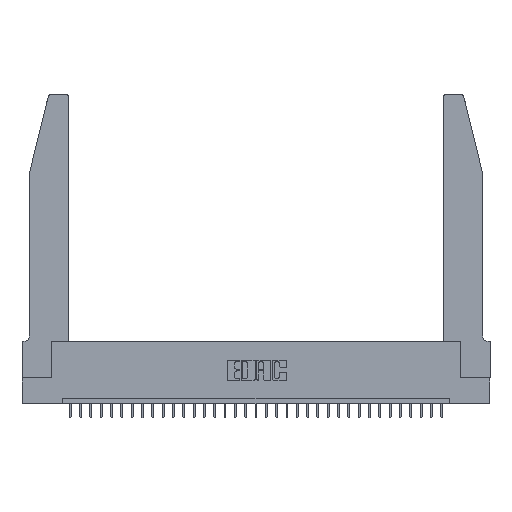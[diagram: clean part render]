
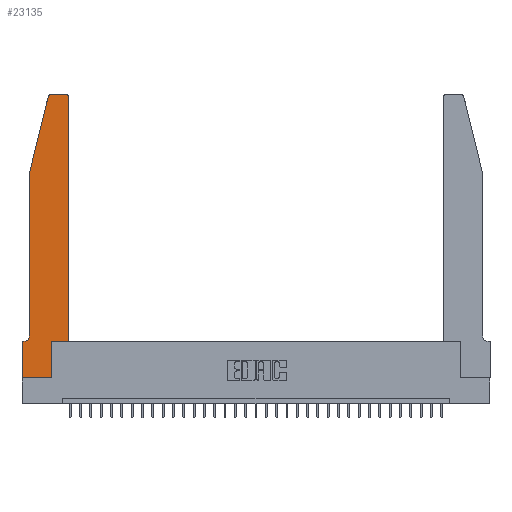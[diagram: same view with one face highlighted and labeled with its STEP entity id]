
A CAD part, top view. The second image highlights one B-rep face of the part: STEP entity #23135.
In plain terms, the highlighted planar face has unit normal (0, 0, 1).
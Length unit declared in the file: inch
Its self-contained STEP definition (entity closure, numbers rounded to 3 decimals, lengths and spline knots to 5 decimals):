
#269 = EDGE_CURVE ( 'NONE', #17667, #29482, #2608, .T. ) ;
#753 = VECTOR ( 'NONE', #27680, 39.37008 ) ;
#1225 = CARTESIAN_POINT ( 'NONE',  ( 0.0055, 0.42, 0.37 ) ) ;
#1289 = AXIS2_PLACEMENT_3D ( 'NONE', #5994, #23897, #24071 ) ;
#1528 = VECTOR ( 'NONE', #28319, 39.37008 ) ;
#1693 = VERTEX_POINT ( 'NONE', #21523 ) ;
#2275 = CARTESIAN_POINT ( 'NONE',  ( 0.0755, 2., 0.37 ) ) ;
#2302 = CARTESIAN_POINT ( 'NONE',  ( 0., 0.35, 0.37 ) ) ;
#2374 = CARTESIAN_POINT ( 'NONE',  ( 0.0755, 2., 0.37 ) ) ;
#2472 = PLANE ( 'NONE',  #3963 ) ;
#2608 = LINE ( 'NONE', #7658, #26088 ) ;
#2618 = VERTEX_POINT ( 'NONE', #30659 ) ;
#3018 = VERTEX_POINT ( 'NONE', #2275 ) ;
#3635 = VERTEX_POINT ( 'NONE', #14029 ) ;
#3763 = VECTOR ( 'NONE', #21090, 39.37008 ) ;
#3963 = AXIS2_PLACEMENT_3D ( 'NONE', #2302, #26093, #22732 ) ;
#4732 = ORIENTED_EDGE ( 'NONE', *, *, #16973, .T. ) ;
#5250 = VECTOR ( 'NONE', #6772, 39.37008 ) ;
#5994 = CARTESIAN_POINT ( 'NONE',  ( 0.4205, 2.72, 0.37 ) ) ;
#6263 = EDGE_CURVE ( 'NONE', #2618, #18007, #13891, .T. ) ;
#6431 = ORIENTED_EDGE ( 'NONE', *, *, #13094, .T. ) ;
#6555 = VERTEX_POINT ( 'NONE', #24832 ) ;
#6605 = CARTESIAN_POINT ( 'NONE',  ( 0.0755, 2., 0.37 ) ) ;
#6629 = EDGE_CURVE ( 'NONE', #3018, #2618, #12323, .T. ) ;
#6772 = DIRECTION ( 'NONE',  ( 0., -1., 0. ) ) ;
#7020 = EDGE_CURVE ( 'NONE', #29081, #3635, #25460, .T. ) ;
#7658 = CARTESIAN_POINT ( 'NONE',  ( 0.2605, 2.75, 0.37 ) ) ;
#7934 = ORIENTED_EDGE ( 'NONE', *, *, #26020, .T. ) ;
#8006 = CARTESIAN_POINT ( 'NONE',  ( 0.0755, 0.35, 0.37 ) ) ;
#8130 = DIRECTION ( 'NONE',  ( 0., 0., -1. ) ) ;
#8381 = VERTEX_POINT ( 'NONE', #19048 ) ;
#8409 = LINE ( 'NONE', #23782, #3763 ) ;
#8540 = ORIENTED_EDGE ( 'NONE', *, *, #7020, .T. ) ;
#8705 = CARTESIAN_POINT ( 'NONE',  ( 0.4205, 2.75, 0.37 ) ) ;
#9371 = EDGE_CURVE ( 'NONE', #29482, #29430, #32329, .T. ) ;
#10644 = AXIS2_PLACEMENT_3D ( 'NONE', #1225, #8130, #18448 ) ;
#10647 = EDGE_CURVE ( 'NONE', #1693, #8381, #8409, .T. ) ;
#11207 = CARTESIAN_POINT ( 'NONE',  ( 0.0055, 0.35, 0.37 ) ) ;
#11673 = ORIENTED_EDGE ( 'NONE', *, *, #9371, .T. ) ;
#11863 = DIRECTION ( 'NONE',  ( 1., 0., 0. ) ) ;
#12016 = DIRECTION ( 'NONE',  ( 0., 0., 1. ) ) ;
#12323 = LINE ( 'NONE', #6605, #5250 ) ;
#12602 = ORIENTED_EDGE ( 'NONE', *, *, #23357, .T. ) ;
#12641 = LINE ( 'NONE', #33228, #753 ) ;
#13094 = EDGE_CURVE ( 'NONE', #15193, #29081, #15552, .T. ) ;
#13200 = EDGE_LOOP ( 'NONE', ( #30600, #11673, #17600, #14540, #23356, #7934, #32505, #4732, #18205, #6431, #8540, #12602 ) ) ;
#13761 = LINE ( 'NONE', #8006, #23970 ) ;
#13891 = CIRCLE ( 'NONE', #10644, 0.07 ) ;
#14029 = CARTESIAN_POINT ( 'NONE',  ( 0.4505, 2.72, 0.37 ) ) ;
#14314 = VECTOR ( 'NONE', #33247, 39.37008 ) ;
#14379 = CARTESIAN_POINT ( 'NONE',  ( 0.284, 2.72, 0.37 ) ) ;
#14540 = ORIENTED_EDGE ( 'NONE', *, *, #6629, .T. ) ;
#14884 = CARTESIAN_POINT ( 'NONE',  ( 0.2865, 0.35, 0.37 ) ) ;
#15081 = DIRECTION ( 'NONE',  ( -1., 0., 0. ) ) ;
#15193 = VERTEX_POINT ( 'NONE', #14884 ) ;
#15552 = LINE ( 'NONE', #26033, #24927 ) ;
#16973 = EDGE_CURVE ( 'NONE', #8381, #6555, #24865, .T. ) ;
#17600 = ORIENTED_EDGE ( 'NONE', *, *, #27034, .T. ) ;
#17667 = VERTEX_POINT ( 'NONE', #8705 ) ;
#18007 = VERTEX_POINT ( 'NONE', #11207 ) ;
#18068 = LINE ( 'NONE', #2374, #14314 ) ;
#18205 = ORIENTED_EDGE ( 'NONE', *, *, #25607, .T. ) ;
#18448 = DIRECTION ( 'NONE',  ( -1., 0., 0. ) ) ;
#19048 = CARTESIAN_POINT ( 'NONE',  ( 0., 0., 0.37 ) ) ;
#21090 = DIRECTION ( 'NONE',  ( 0., -1., 0. ) ) ;
#21523 = CARTESIAN_POINT ( 'NONE',  ( 0., 0.35, 0.37 ) ) ;
#22732 = DIRECTION ( 'NONE',  ( 1., 0., 0. ) ) ;
#23135 = ADVANCED_FACE ( 'NONE', ( #25600 ), #2472, .T. ) ;
#23356 = ORIENTED_EDGE ( 'NONE', *, *, #6263, .T. ) ;
#23357 = EDGE_CURVE ( 'NONE', #3635, #17667, #23946, .T. ) ;
#23782 = CARTESIAN_POINT ( 'NONE',  ( 0., 0., 0.37 ) ) ;
#23897 = DIRECTION ( 'NONE',  ( 0., 0., 1. ) ) ;
#23946 = CIRCLE ( 'NONE', #1289, 0.03 ) ;
#23970 = VECTOR ( 'NONE', #24223, 39.37008 ) ;
#24071 = DIRECTION ( 'NONE',  ( 1., 0., 0. ) ) ;
#24223 = DIRECTION ( 'NONE',  ( -1., 0., 0. ) ) ;
#24348 = DIRECTION ( 'NONE',  ( 1., 0., 0. ) ) ;
#24832 = CARTESIAN_POINT ( 'NONE',  ( 0.2865, 0., 0.37 ) ) ;
#24865 = LINE ( 'NONE', #30875, #31458 ) ;
#24927 = VECTOR ( 'NONE', #31090, 39.37008 ) ;
#25421 = CARTESIAN_POINT ( 'NONE',  ( 0.4505, 0.35, 0.37 ) ) ;
#25460 = LINE ( 'NONE', #28480, #1528 ) ;
#25600 = FACE_OUTER_BOUND ( 'NONE', #13200, .T. ) ;
#25607 = EDGE_CURVE ( 'NONE', #6555, #15193, #12641, .T. ) ;
#26020 = EDGE_CURVE ( 'NONE', #18007, #1693, #13761, .T. ) ;
#26033 = CARTESIAN_POINT ( 'NONE',  ( 0.4505, 0.35, 0.37 ) ) ;
#26088 = VECTOR ( 'NONE', #15081, 39.37008 ) ;
#26093 = DIRECTION ( 'NONE',  ( 0., 0., 1. ) ) ;
#27034 = EDGE_CURVE ( 'NONE', #29430, #3018, #18068, .T. ) ;
#27680 = DIRECTION ( 'NONE',  ( 0., 1., 0. ) ) ;
#28319 = DIRECTION ( 'NONE',  ( 0., 1., 0. ) ) ;
#28480 = CARTESIAN_POINT ( 'NONE',  ( 0.4505, 0.35, 0.37 ) ) ;
#29081 = VERTEX_POINT ( 'NONE', #25421 ) ;
#29430 = VERTEX_POINT ( 'NONE', #33296 ) ;
#29482 = VERTEX_POINT ( 'NONE', #33134 ) ;
#30600 = ORIENTED_EDGE ( 'NONE', *, *, #269, .T. ) ;
#30659 = CARTESIAN_POINT ( 'NONE',  ( 0.0755, 0.42, 0.37 ) ) ;
#30875 = CARTESIAN_POINT ( 'NONE',  ( 0., 0., 0.37 ) ) ;
#31090 = DIRECTION ( 'NONE',  ( 1., 0., 0. ) ) ;
#31458 = VECTOR ( 'NONE', #11863, 39.37008 ) ;
#31805 = AXIS2_PLACEMENT_3D ( 'NONE', #14379, #12016, #24348 ) ;
#32329 = CIRCLE ( 'NONE', #31805, 0.03 ) ;
#32505 = ORIENTED_EDGE ( 'NONE', *, *, #10647, .T. ) ;
#33134 = CARTESIAN_POINT ( 'NONE',  ( 0.284, 2.75, 0.37 ) ) ;
#33228 = CARTESIAN_POINT ( 'NONE',  ( 0.2865, 0.35, 0.37 ) ) ;
#33247 = DIRECTION ( 'NONE',  ( -0.239, -0.971, 0. ) ) ;
#33296 = CARTESIAN_POINT ( 'NONE',  ( 0.25487, 2.72718, 0.37 ) ) ;
